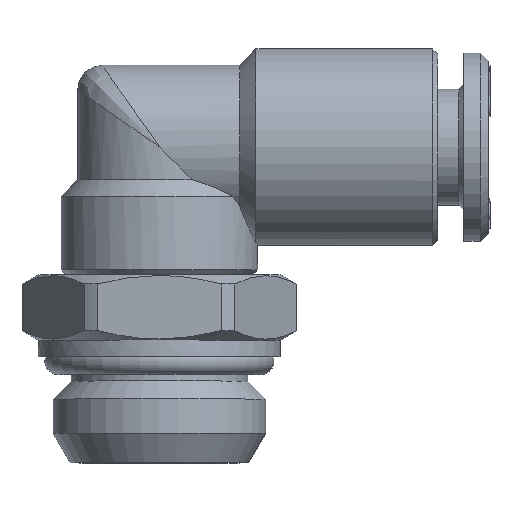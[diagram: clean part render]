
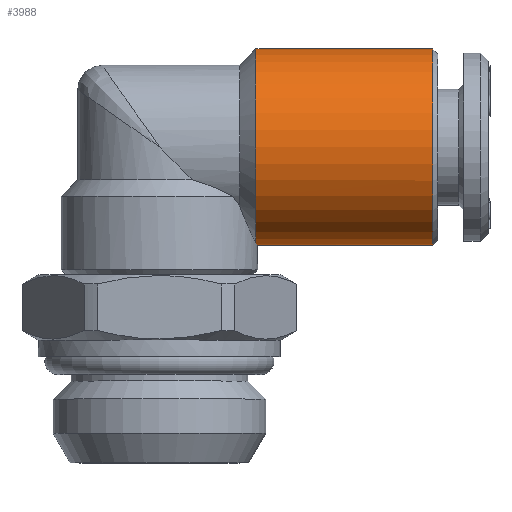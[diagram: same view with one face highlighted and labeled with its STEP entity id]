
A CAD part, top view. The second image highlights one B-rep face of the part: STEP entity #3988.
In plain terms, the highlighted cylindrical face has radius 6 mm (diameter 12 mm), a full revolution.
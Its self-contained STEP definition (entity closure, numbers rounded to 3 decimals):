
#51=ELLIPSE('',#4173,8.485,6.);
#63=CIRCLE('',#4171,6.);
#64=CIRCLE('',#4172,6.);
#111=CYLINDRICAL_SURFACE('',#4170,6.);
#393=ORIENTED_EDGE('',*,*,#1180,.T.);
#394=ORIENTED_EDGE('',*,*,#1181,.F.);
#395=ORIENTED_EDGE('',*,*,#1182,.T.);
#1180=EDGE_CURVE('',#1572,#1572,#63,.T.);
#1181=EDGE_CURVE('',#1573,#1574,#64,.T.);
#1182=EDGE_CURVE('',#1573,#1574,#51,.T.);
#1572=VERTEX_POINT('',#5744);
#1573=VERTEX_POINT('',#5746);
#1574=VERTEX_POINT('',#5747);
#2255=EDGE_LOOP('',(#393));
#2256=EDGE_LOOP('',(#394,#395));
#2472=FACE_BOUND('',#2255,.T.);
#2473=FACE_BOUND('',#2256,.T.);
#3988=ADVANCED_FACE('',(#2472,#2473),#111,.T.);
#4170=AXIS2_PLACEMENT_3D('',#5742,#4453,#4454);
#4171=AXIS2_PLACEMENT_3D('',#5743,#4455,#4456);
#4172=AXIS2_PLACEMENT_3D('',#5745,#4457,#4458);
#4173=AXIS2_PLACEMENT_3D('',#5748,#4459,#4460);
#4453=DIRECTION('',(1.,0.,0.));
#4454=DIRECTION('',(0.,0.,1.));
#4455=DIRECTION('',(-1.,0.,0.));
#4456=DIRECTION('',(0.,0.,1.));
#4457=DIRECTION('',(-1.,0.,0.));
#4458=DIRECTION('',(0.,0.,1.));
#4459=DIRECTION('',(0.707,0.707,0.));
#4460=DIRECTION('',(0.707,-0.707,0.));
#5742=CARTESIAN_POINT('',(-3.45,0.,0.));
#5743=CARTESIAN_POINT('',(16.7,0.,0.));
#5744=CARTESIAN_POINT('',(16.7,0.,6.));
#5745=CARTESIAN_POINT('',(5.9,0.,0.));
#5746=CARTESIAN_POINT('',(5.9,-5.9,1.091));
#5747=CARTESIAN_POINT('',(5.9,-5.9,-1.091));
#5748=CARTESIAN_POINT('',(0.,0.,0.));
